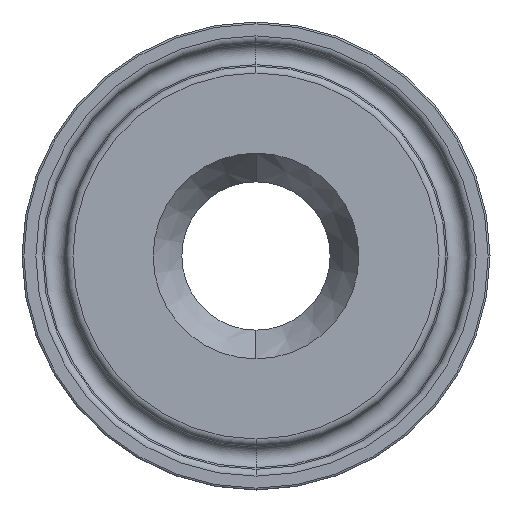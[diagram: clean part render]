
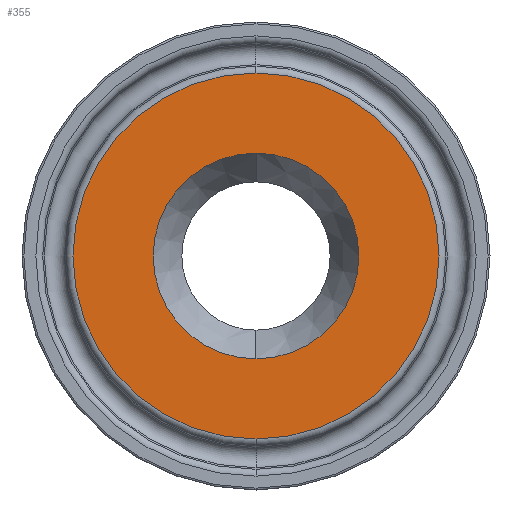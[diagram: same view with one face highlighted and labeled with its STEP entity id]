
A CAD part, left-side view. The second image highlights one B-rep face of the part: STEP entity #355.
In plain terms, the highlighted planar face has unit normal (-1, 0, 0).
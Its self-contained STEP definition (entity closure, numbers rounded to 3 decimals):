
#65 = CARTESIAN_POINT ( 'NONE',  ( 0., 0., 11.1 ) ) ;
#77 = EDGE_LOOP ( 'NONE', ( #1115, #867 ) ) ;
#90 = EDGE_CURVE ( 'NONE', #800, #1140, #698, .T. ) ;
#98 = CARTESIAN_POINT ( 'NONE',  ( 0., 0., 0. ) ) ;
#101 = DIRECTION ( 'NONE',  ( 0., 0., -1. ) ) ;
#126 = DIRECTION ( 'NONE',  ( 0., 0., -1. ) ) ;
#193 = CARTESIAN_POINT ( 'NONE',  ( 0., 0., -11.1 ) ) ;
#201 = CARTESIAN_POINT ( 'NONE',  ( 0., 0., 0. ) ) ;
#202 = CIRCLE ( 'NONE', #326, 19.747 ) ;
#205 = PLANE ( 'NONE',  #535 ) ;
#217 = AXIS2_PLACEMENT_3D ( 'NONE', #1010, #383, #101 ) ;
#221 = AXIS2_PLACEMENT_3D ( 'NONE', #98, #903, #1106 ) ;
#245 = EDGE_CURVE ( 'NONE', #1140, #800, #202, .T. ) ;
#303 = CARTESIAN_POINT ( 'NONE',  ( 0., 0., 0. ) ) ;
#322 = CIRCLE ( 'NONE', #985, 11.1 ) ;
#326 = AXIS2_PLACEMENT_3D ( 'NONE', #303, #657, #126 ) ;
#339 = VERTEX_POINT ( 'NONE', #193 ) ;
#350 = ORIENTED_EDGE ( 'NONE', *, *, #566, .T. ) ;
#355 = ADVANCED_FACE ( 'NONE', ( #368, #739 ), #205, .T. ) ;
#368 = FACE_BOUND ( 'NONE', #950, .T. ) ;
#383 = DIRECTION ( 'NONE',  ( 1., 0., 0. ) ) ;
#389 = CARTESIAN_POINT ( 'NONE',  ( 0., 0., 19.747 ) ) ;
#461 = CARTESIAN_POINT ( 'NONE',  ( 0., 0., -19.747 ) ) ;
#535 = AXIS2_PLACEMENT_3D ( 'NONE', #623, #551, #920 ) ;
#550 = VERTEX_POINT ( 'NONE', #65 ) ;
#551 = DIRECTION ( 'NONE',  ( -1., 0., 0. ) ) ;
#566 = EDGE_CURVE ( 'NONE', #339, #550, #1175, .T. ) ;
#623 = CARTESIAN_POINT ( 'NONE',  ( 0., 11.1, 0. ) ) ;
#629 = EDGE_CURVE ( 'NONE', #550, #339, #322, .T. ) ;
#657 = DIRECTION ( 'NONE',  ( 1., 0., 0. ) ) ;
#692 = ORIENTED_EDGE ( 'NONE', *, *, #629, .T. ) ;
#698 = CIRCLE ( 'NONE', #221, 19.747 ) ;
#733 = DIRECTION ( 'NONE',  ( 1., 0., 0. ) ) ;
#737 = DIRECTION ( 'NONE',  ( 0., 0., -1. ) ) ;
#739 = FACE_OUTER_BOUND ( 'NONE', #77, .T. ) ;
#800 = VERTEX_POINT ( 'NONE', #389 ) ;
#867 = ORIENTED_EDGE ( 'NONE', *, *, #90, .F. ) ;
#903 = DIRECTION ( 'NONE',  ( 1., 0., 0. ) ) ;
#920 = DIRECTION ( 'NONE',  ( 0., 0., 1. ) ) ;
#950 = EDGE_LOOP ( 'NONE', ( #692, #350 ) ) ;
#985 = AXIS2_PLACEMENT_3D ( 'NONE', #201, #733, #737 ) ;
#1010 = CARTESIAN_POINT ( 'NONE',  ( 0., 0., 0. ) ) ;
#1106 = DIRECTION ( 'NONE',  ( 0., 0., -1. ) ) ;
#1115 = ORIENTED_EDGE ( 'NONE', *, *, #245, .F. ) ;
#1140 = VERTEX_POINT ( 'NONE', #461 ) ;
#1175 = CIRCLE ( 'NONE', #217, 11.1 ) ;
